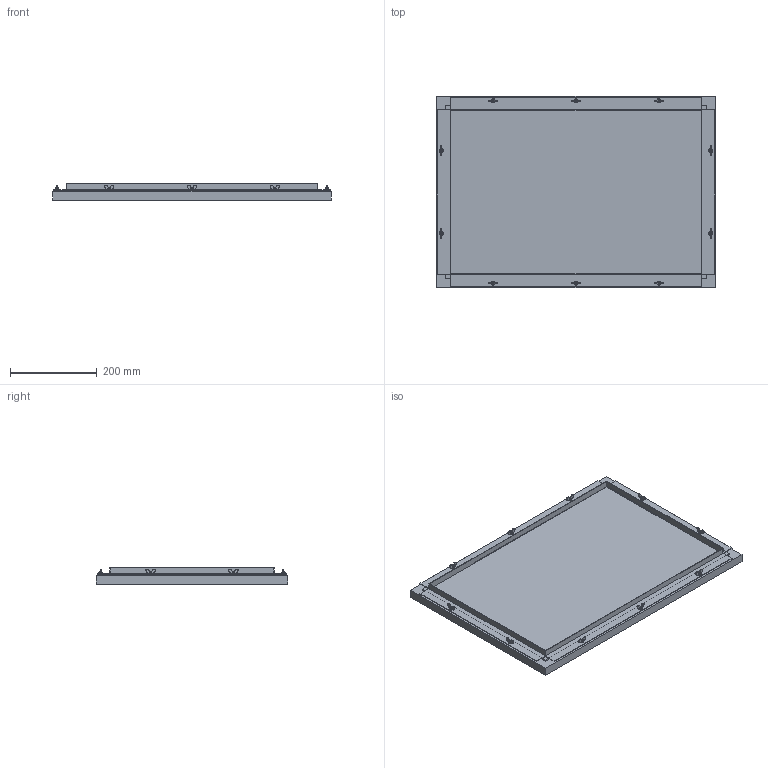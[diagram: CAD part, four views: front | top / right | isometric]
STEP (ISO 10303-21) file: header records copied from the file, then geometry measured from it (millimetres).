
FILE_DESCRIPTION(/* description */ ('','CAx-IF Rec.Pracs.---Representation and Presentation of Product Manufacturing Information (PMI)---4.0---2014-10-13'),/* implementation_level */ '2;1');
FILE_NAME(/* name */ 'Vacuum Former V5 Material Frame.step',/* time_stamp */ '2025-01-22T21:58:28+11:00',/* author */ (''),/* organization */ (''),/* preprocessor_version */ 'ST-DEVELOPER v20',/* originating_system */ 'Autodesk Translation Framework v13.20.0.188',/* authorisation */ '');
FILE_SCHEMA (('AP242_MANAGED_MODEL_BASED_3D_ENGINEERING_MIM_LF { 1 0 10303 442 1 1 4 }'));
Length unit declared in the file: millimetre
Products named in the file (2): Vacuum Former V5 Material Frame; WING NUT M4 x 0.7mm Thread
Assembly tree (11 placements, depth 2):
  Vacuum Former V5 Material Frame
    WING NUT M4 x 0.7mm Thread  x11
Bounding box: 640 x 440 x 38 mm (x, y, z)
Volume: 1771337 mm3; surface area: 957223.4 mm2
Topology: 15 solids, 15 shells, 859 faces, 2219 edges, 1391 vertices
Faces by surface type: cylinder 340, plane 167, torus 154, bspline 110, cone 88
Full cylindrical faces by diameter (mm): 3.091 x33, 4 x55, 5 x10
Entity records: 5588 total; most frequent: CARTESIAN_POINT 2150, ORIENTED_EDGE 698, DIRECTION 680, EDGE_CURVE 349, AXIS2_PLACEMENT_3D 245, VERTEX_POINT 221, LINE 190, VECTOR 190
